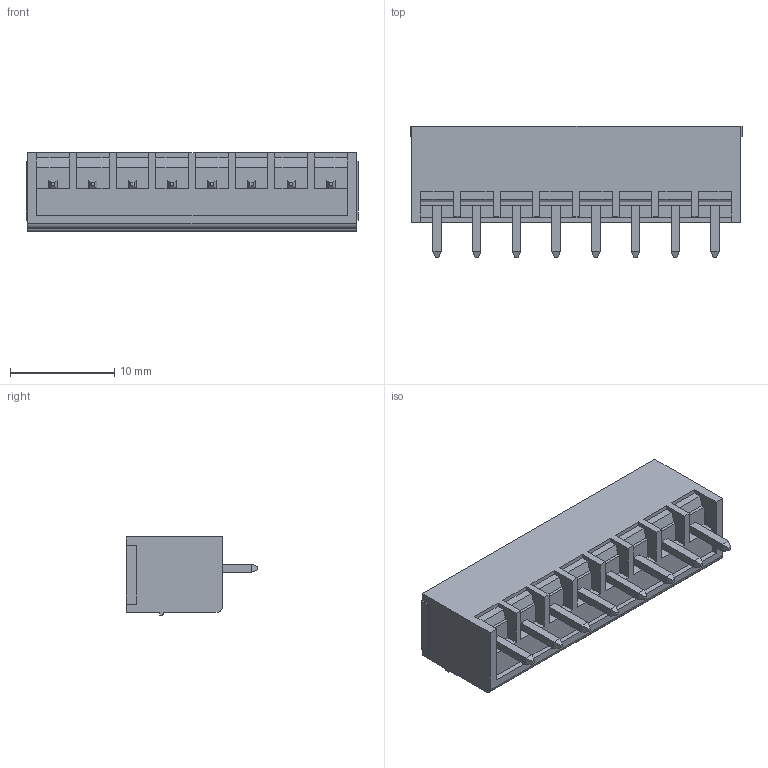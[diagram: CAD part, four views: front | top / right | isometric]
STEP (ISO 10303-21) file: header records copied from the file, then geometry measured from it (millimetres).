
FILE_DESCRIPTION (( 'STEP AP214' ), '1' );
FILE_NAME ('1803484.STEP', '2022-01-06T11:28:06', ( '' ), ( '' ), 'SwSTEP 2.0', 'SolidWorks 2018', '' );
FILE_SCHEMA (( 'AUTOMOTIVE_DESIGN' ));
Length unit declared in the file: millimetre
Products named in the file (1): 1803484
Bounding box: 31.87 x 12.6 x 7.5 mm (x, y, z)
Volume: 1261.3 mm3; surface area: 2583.7 mm2
Topology: 9 solids, 9 shells, 396 faces, 1046 edges, 676 vertices
Faces by surface type: plane 362, cylinder 18, cone 16
Entity records: 13182 total; most frequent: CARTESIAN_POINT 2119, ORIENTED_EDGE 2092, DIRECTION 1908, EDGE_CURVE 1046, LINE 978, VECTOR 978, VERTEX_POINT 676, AXIS2_PLACEMENT_3D 465
